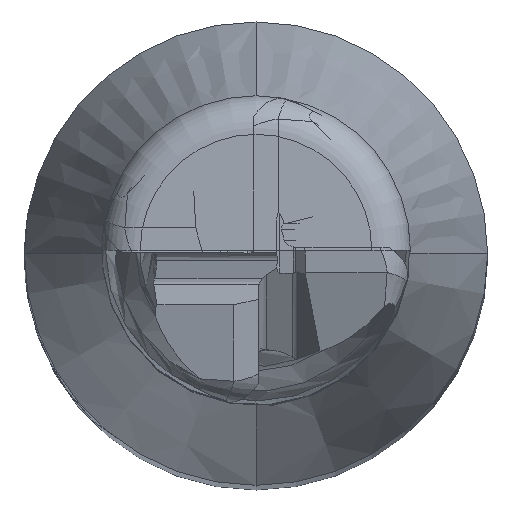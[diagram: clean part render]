
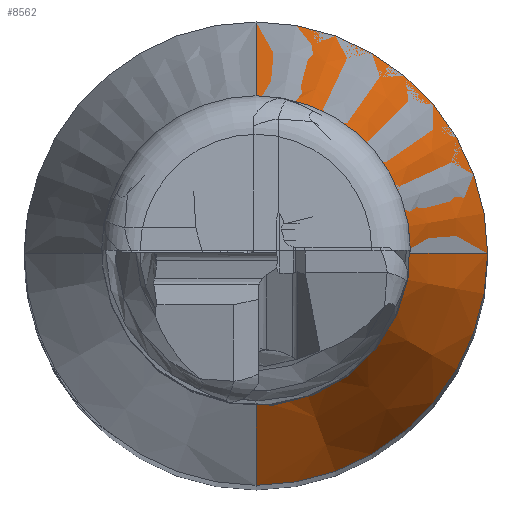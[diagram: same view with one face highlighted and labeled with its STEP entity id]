
A CAD part, top view. The second image highlights one B-rep face of the part: STEP entity #8562.
In plain terms, the highlighted conical face has half-angle 15.376 degrees and reference radius 2.45 mm.
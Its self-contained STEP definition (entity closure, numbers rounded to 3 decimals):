
#2802=CARTESIAN_POINT('',(0.,0.,36.));
#2803=DIRECTION('',(0.,0.,1.));
#2804=DIRECTION('',(0.,-1.,0.));
#2805=AXIS2_PLACEMENT_3D('',#2802,#2803,#2804);
#2807=DIRECTION('',(0.,-0.265,-0.964));
#2808=VECTOR('',#2807,4.148);
#2809=CARTESIAN_POINT('',(0.,-1.9,40.));
#2810=LINE('',#2809,#2808);
#2811=CARTESIAN_POINT('',(0.,0.,40.));
#2812=DIRECTION('',(0.,0.,-1.));
#2813=DIRECTION('',(0.,1.,0.));
#2814=AXIS2_PLACEMENT_3D('',#2811,#2812,#2813);
#2816=DIRECTION('',(0.,0.265,-0.964));
#2817=VECTOR('',#2816,4.148);
#2818=CARTESIAN_POINT('',(0.,1.9,40.));
#2819=LINE('',#2818,#2817);
#2918=CARTESIAN_POINT('',(0.,3.,36.));
#2919=VERTEX_POINT('',#2918);
#2920=CARTESIAN_POINT('',(0.,-3.,36.));
#2921=VERTEX_POINT('',#2920);
#2930=CARTESIAN_POINT('',(0.,1.9,40.));
#2931=CARTESIAN_POINT('',(0.,-1.9,40.));
#2932=VERTEX_POINT('',#2930);
#2933=VERTEX_POINT('',#2931);
#8548=CARTESIAN_POINT('',(0.,0.,38.));
#8549=DIRECTION('',(0.,0.,-1.));
#8550=DIRECTION('',(0.,1.,0.));
#8551=AXIS2_PLACEMENT_3D('',#8548,#8549,#8550);
#8552=CONICAL_SURFACE('',#8551,2.45,15.376);
#8554=ORIENTED_EDGE('',*,*,#8553,.F.);
#8556=ORIENTED_EDGE('',*,*,#8555,.F.);
#8557=ORIENTED_EDGE('',*,*,#4617,.F.);
#8559=ORIENTED_EDGE('',*,*,#8558,.T.);
#8560=EDGE_LOOP('',(#8554,#8556,#8557,#8559));
#8561=FACE_OUTER_BOUND('',#8560,.F.);
#2806=CIRCLE('',#2805,3.);
#2815=CIRCLE('',#2814,1.9);
#4617=EDGE_CURVE('',#2932,#2933,#2815,.T.);
#8553=EDGE_CURVE('',#2921,#2919,#2806,.T.);
#8555=EDGE_CURVE('',#2933,#2921,#2810,.T.);
#8558=EDGE_CURVE('',#2932,#2919,#2819,.T.);
#8562=ADVANCED_FACE('',(#8561),#8552,.T.);
